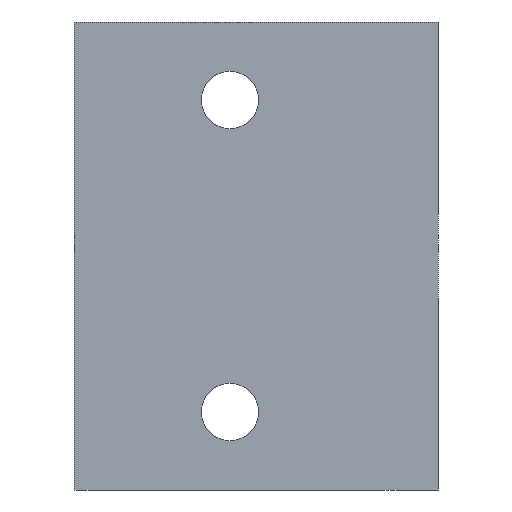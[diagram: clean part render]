
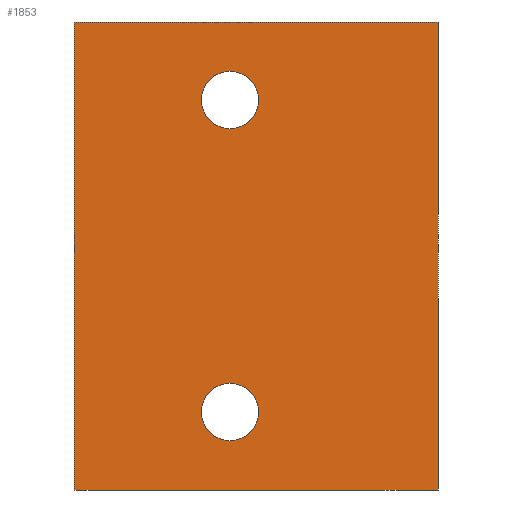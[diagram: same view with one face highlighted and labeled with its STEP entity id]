
A CAD part, left-side view. The second image highlights one B-rep face of the part: STEP entity #1853.
In plain terms, the highlighted planar face has unit normal (-1, 0, 0).
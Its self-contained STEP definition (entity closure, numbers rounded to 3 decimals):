
#74=CIRCLE('',#1997,5.5);
#75=CIRCLE('',#1999,5.5);
#94=FACE_BOUND('',#342,.T.);
#95=FACE_BOUND('',#343,.T.);
#225=FACE_OUTER_BOUND('',#341,.T.);
#341=EDGE_LOOP('',(#1661,#1662,#1663,#1664));
#342=EDGE_LOOP('',(#1665));
#343=EDGE_LOOP('',(#1666));
#523=LINE('',#3100,#717);
#537=LINE('',#3140,#731);
#539=LINE('',#3144,#733);
#540=LINE('',#3145,#734);
#717=VECTOR('',#2404,10.);
#731=VECTOR('',#2446,10.);
#733=VECTOR('',#2450,10.);
#734=VECTOR('',#2451,10.);
#895=VERTEX_POINT('',#3097);
#896=VERTEX_POINT('',#3099);
#905=VERTEX_POINT('',#3127);
#906=VERTEX_POINT('',#3131);
#908=VERTEX_POINT('',#3139);
#909=VERTEX_POINT('',#3143);
#1143=EDGE_CURVE('',#896,#895,#523,.T.);
#1158=EDGE_CURVE('',#905,#905,#74,.T.);
#1160=EDGE_CURVE('',#906,#906,#75,.T.);
#1163=EDGE_CURVE('',#908,#896,#537,.T.);
#1165=EDGE_CURVE('',#909,#895,#539,.T.);
#1166=EDGE_CURVE('',#908,#909,#540,.T.);
#1661=ORIENTED_EDGE('',*,*,#1143,.T.);
#1662=ORIENTED_EDGE('',*,*,#1165,.F.);
#1663=ORIENTED_EDGE('',*,*,#1166,.F.);
#1664=ORIENTED_EDGE('',*,*,#1163,.T.);
#1665=ORIENTED_EDGE('',*,*,#1158,.T.);
#1666=ORIENTED_EDGE('',*,*,#1160,.T.);
#1755=PLANE('',#2002);
#1853=ADVANCED_FACE('',(#225,#94,#95),#1755,.T.);
#1997=AXIS2_PLACEMENT_3D('',#3129,#2433,#2434);
#1999=AXIS2_PLACEMENT_3D('',#3133,#2438,#2439);
#2002=AXIS2_PLACEMENT_3D('',#3142,#2448,#2449);
#2404=DIRECTION('',(0.,1.,0.));
#2433=DIRECTION('center_axis',(1.,0.,0.));
#2434=DIRECTION('ref_axis',(0.,0.,-1.));
#2438=DIRECTION('center_axis',(1.,0.,0.));
#2439=DIRECTION('ref_axis',(0.,0.,-1.));
#2446=DIRECTION('',(0.,0.,1.));
#2448=DIRECTION('center_axis',(-1.,0.,0.));
#2449=DIRECTION('ref_axis',(0.,0.,1.));
#2450=DIRECTION('',(0.,0.,1.));
#2451=DIRECTION('',(0.,1.,0.));
#3097=CARTESIAN_POINT('',(0.,70.,90.));
#3099=CARTESIAN_POINT('',(0.,0.,90.));
#3100=CARTESIAN_POINT('',(0.,0.,90.));
#3127=CARTESIAN_POINT('',(0.,40.,80.5));
#3129=CARTESIAN_POINT('Origin',(0.,40.,75.));
#3131=CARTESIAN_POINT('',(0.,40.,20.5));
#3133=CARTESIAN_POINT('Origin',(0.,40.,15.));
#3139=CARTESIAN_POINT('',(0.,0.,0.));
#3140=CARTESIAN_POINT('',(0.,0.,0.));
#3142=CARTESIAN_POINT('Origin',(0.,0.,0.));
#3143=CARTESIAN_POINT('',(0.,70.,0.));
#3144=CARTESIAN_POINT('',(0.,70.,0.));
#3145=CARTESIAN_POINT('',(0.,0.,0.));
